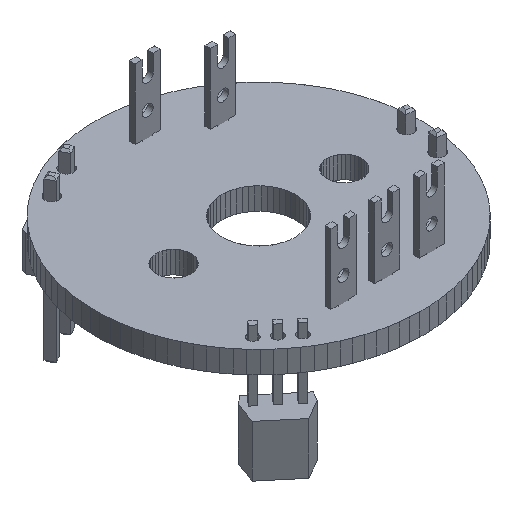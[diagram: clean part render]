
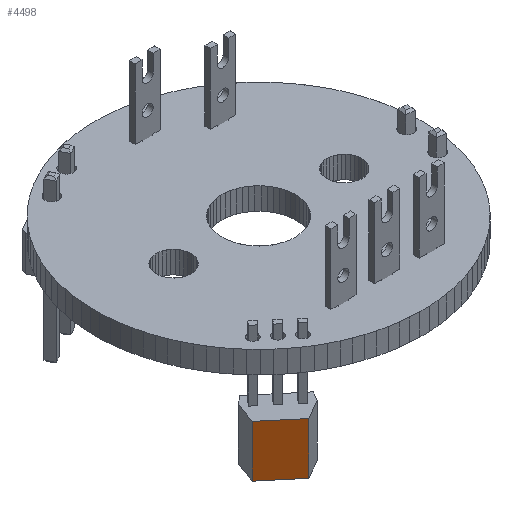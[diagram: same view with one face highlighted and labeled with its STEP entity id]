
A CAD part, isometric view. The second image highlights one B-rep face of the part: STEP entity #4498.
In plain terms, the highlighted face is planar.
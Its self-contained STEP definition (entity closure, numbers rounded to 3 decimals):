
#4498 = ADVANCED_FACE('',(#4499),#4513,.T.);
#4499 = FACE_BOUND('',#4500,.T.);
#4500 = EDGE_LOOP('',(#4501,#4536,#4564,#4592));
#4501 = ORIENTED_EDGE('',*,*,#4502,.T.);
#4502 = EDGE_CURVE('',#4503,#4505,#4507,.T.);
#4503 = VERTEX_POINT('',#4504);
#4504 = CARTESIAN_POINT('',(-0.16,1.54,2.5));
#4505 = VERTEX_POINT('',#4506);
#4506 = CARTESIAN_POINT('',(-0.16,1.54,6.2));
#4507 = SURFACE_CURVE('',#4508,(#4512,#4524),.PCURVE_S1.);
#4508 = LINE('',#4509,#4510);
#4509 = CARTESIAN_POINT('',(-0.16,1.54,2.5));
#4510 = VECTOR('',#4511,1.);
#4511 = DIRECTION('',(0.,0.,1.));
#4512 = PCURVE('',#4513,#4518);
#4513 = PLANE('',#4514);
#4514 = AXIS2_PLACEMENT_3D('',#4515,#4516,#4517);
#4515 = CARTESIAN_POINT('',(-0.16,1.54,2.5));
#4516 = DIRECTION('',(0.,1.,0.));
#4517 = DIRECTION('',(1.,0.,0.));
#4518 = DEFINITIONAL_REPRESENTATION('',(#4519),#4523);
#4519 = LINE('',#4520,#4521);
#4520 = CARTESIAN_POINT('',(0.,0.));
#4521 = VECTOR('',#4522,1.);
#4522 = DIRECTION('',(0.,-1.));
#4523 = ( GEOMETRIC_REPRESENTATION_CONTEXT(2) 
PARAMETRIC_REPRESENTATION_CONTEXT() REPRESENTATION_CONTEXT('2D SPACE',''
  ) );
#4524 = PCURVE('',#4525,#4530);
#4525 = PLANE('',#4526);
#4526 = AXIS2_PLACEMENT_3D('',#4527,#4528,#4529);
#4527 = CARTESIAN_POINT('',(-0.73,0.,2.5));
#4528 = DIRECTION('',(-0.938,0.347,0.));
#4529 = DIRECTION('',(0.347,0.938,0.));
#4530 = DEFINITIONAL_REPRESENTATION('',(#4531),#4535);
#4531 = LINE('',#4532,#4533);
#4532 = CARTESIAN_POINT('',(1.642,0.));
#4533 = VECTOR('',#4534,1.);
#4534 = DIRECTION('',(0.,-1.));
#4535 = ( GEOMETRIC_REPRESENTATION_CONTEXT(2) 
PARAMETRIC_REPRESENTATION_CONTEXT() REPRESENTATION_CONTEXT('2D SPACE',''
  ) );
#4536 = ORIENTED_EDGE('',*,*,#4537,.T.);
#4537 = EDGE_CURVE('',#4505,#4538,#4540,.T.);
#4538 = VERTEX_POINT('',#4539);
#4539 = CARTESIAN_POINT('',(2.7,1.54,6.2));
#4540 = SURFACE_CURVE('',#4541,(#4545,#4552),.PCURVE_S1.);
#4541 = LINE('',#4542,#4543);
#4542 = CARTESIAN_POINT('',(-0.16,1.54,6.2));
#4543 = VECTOR('',#4544,1.);
#4544 = DIRECTION('',(1.,0.,0.));
#4545 = PCURVE('',#4513,#4546);
#4546 = DEFINITIONAL_REPRESENTATION('',(#4547),#4551);
#4547 = LINE('',#4548,#4549);
#4548 = CARTESIAN_POINT('',(0.,-3.7));
#4549 = VECTOR('',#4550,1.);
#4550 = DIRECTION('',(1.,0.));
#4551 = ( GEOMETRIC_REPRESENTATION_CONTEXT(2) 
PARAMETRIC_REPRESENTATION_CONTEXT() REPRESENTATION_CONTEXT('2D SPACE',''
  ) );
#4552 = PCURVE('',#4553,#4558);
#4553 = PLANE('',#4554);
#4554 = AXIS2_PLACEMENT_3D('',#4555,#4556,#4557);
#4555 = CARTESIAN_POINT('',(-0.16,1.54,6.2));
#4556 = DIRECTION('',(0.,0.,1.));
#4557 = DIRECTION('',(1.,0.,-0.));
#4558 = DEFINITIONAL_REPRESENTATION('',(#4559),#4563);
#4559 = LINE('',#4560,#4561);
#4560 = CARTESIAN_POINT('',(0.,0.));
#4561 = VECTOR('',#4562,1.);
#4562 = DIRECTION('',(1.,0.));
#4563 = ( GEOMETRIC_REPRESENTATION_CONTEXT(2) 
PARAMETRIC_REPRESENTATION_CONTEXT() REPRESENTATION_CONTEXT('2D SPACE',''
  ) );
#4564 = ORIENTED_EDGE('',*,*,#4565,.F.);
#4565 = EDGE_CURVE('',#4566,#4538,#4568,.T.);
#4566 = VERTEX_POINT('',#4567);
#4567 = CARTESIAN_POINT('',(2.7,1.54,2.5));
#4568 = SURFACE_CURVE('',#4569,(#4573,#4580),.PCURVE_S1.);
#4569 = LINE('',#4570,#4571);
#4570 = CARTESIAN_POINT('',(2.7,1.54,2.5));
#4571 = VECTOR('',#4572,1.);
#4572 = DIRECTION('',(0.,0.,1.));
#4573 = PCURVE('',#4513,#4574);
#4574 = DEFINITIONAL_REPRESENTATION('',(#4575),#4579);
#4575 = LINE('',#4576,#4577);
#4576 = CARTESIAN_POINT('',(2.86,0.));
#4577 = VECTOR('',#4578,1.);
#4578 = DIRECTION('',(0.,-1.));
#4579 = ( GEOMETRIC_REPRESENTATION_CONTEXT(2) 
PARAMETRIC_REPRESENTATION_CONTEXT() REPRESENTATION_CONTEXT('2D SPACE',''
  ) );
#4580 = PCURVE('',#4581,#4586);
#4581 = PLANE('',#4582);
#4582 = AXIS2_PLACEMENT_3D('',#4583,#4584,#4585);
#4583 = CARTESIAN_POINT('',(2.7,1.54,2.5));
#4584 = DIRECTION('',(0.938,0.347,0.));
#4585 = DIRECTION('',(0.347,-0.938,0.));
#4586 = DEFINITIONAL_REPRESENTATION('',(#4587),#4591);
#4587 = LINE('',#4588,#4589);
#4588 = CARTESIAN_POINT('',(0.,0.));
#4589 = VECTOR('',#4590,1.);
#4590 = DIRECTION('',(0.,-1.));
#4591 = ( GEOMETRIC_REPRESENTATION_CONTEXT(2) 
PARAMETRIC_REPRESENTATION_CONTEXT() REPRESENTATION_CONTEXT('2D SPACE',''
  ) );
#4592 = ORIENTED_EDGE('',*,*,#4593,.F.);
#4593 = EDGE_CURVE('',#4503,#4566,#4594,.T.);
#4594 = SURFACE_CURVE('',#4595,(#4599,#4606),.PCURVE_S1.);
#4595 = LINE('',#4596,#4597);
#4596 = CARTESIAN_POINT('',(-0.16,1.54,2.5));
#4597 = VECTOR('',#4598,1.);
#4598 = DIRECTION('',(1.,0.,0.));
#4599 = PCURVE('',#4513,#4600);
#4600 = DEFINITIONAL_REPRESENTATION('',(#4601),#4605);
#4601 = LINE('',#4602,#4603);
#4602 = CARTESIAN_POINT('',(0.,0.));
#4603 = VECTOR('',#4604,1.);
#4604 = DIRECTION('',(1.,0.));
#4605 = ( GEOMETRIC_REPRESENTATION_CONTEXT(2) 
PARAMETRIC_REPRESENTATION_CONTEXT() REPRESENTATION_CONTEXT('2D SPACE',''
  ) );
#4606 = PCURVE('',#4607,#4612);
#4607 = PLANE('',#4608);
#4608 = AXIS2_PLACEMENT_3D('',#4609,#4610,#4611);
#4609 = CARTESIAN_POINT('',(-0.16,1.54,2.5));
#4610 = DIRECTION('',(0.,0.,1.));
#4611 = DIRECTION('',(1.,0.,-0.));
#4612 = DEFINITIONAL_REPRESENTATION('',(#4613),#4617);
#4613 = LINE('',#4614,#4615);
#4614 = CARTESIAN_POINT('',(0.,0.));
#4615 = VECTOR('',#4616,1.);
#4616 = DIRECTION('',(1.,0.));
#4617 = ( GEOMETRIC_REPRESENTATION_CONTEXT(2) 
PARAMETRIC_REPRESENTATION_CONTEXT() REPRESENTATION_CONTEXT('2D SPACE',''
  ) );
